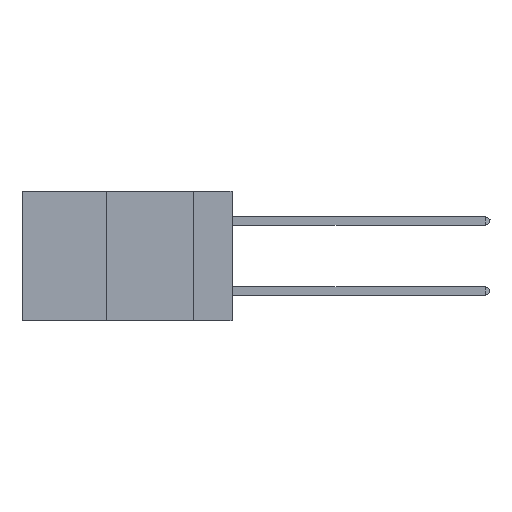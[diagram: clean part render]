
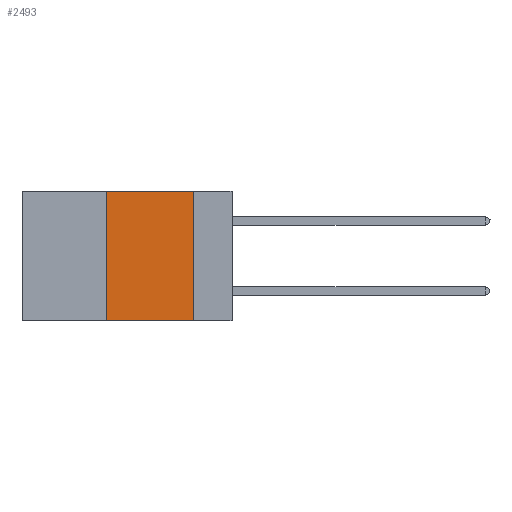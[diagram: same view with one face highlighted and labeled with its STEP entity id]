
A CAD part, left-side view. The second image highlights one B-rep face of the part: STEP entity #2493.
In plain terms, the highlighted planar face has unit normal (-1, 0, 0).
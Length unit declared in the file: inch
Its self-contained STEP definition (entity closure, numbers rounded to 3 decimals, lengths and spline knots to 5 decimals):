
#1536 = ORIENTED_EDGE ( 'NONE', *, *, #2487, .F. ) ;
#2487 = EDGE_CURVE ( 'NONE', #13891, #9952, #9234, .T. ) ;
#2493 = ADVANCED_FACE ( 'NONE', ( #12727 ), #17589, .F. ) ;
#2822 = VERTEX_POINT ( 'NONE', #12254 ) ;
#3793 = CARTESIAN_POINT ( 'NONE',  ( 0., 0.36, 0. ) ) ;
#4897 = CARTESIAN_POINT ( 'NONE',  ( 0., 0.11, 0. ) ) ;
#5422 = EDGE_LOOP ( 'NONE', ( #16014, #1536, #13501, #18790 ) ) ;
#5785 = LINE ( 'NONE', #20304, #19647 ) ;
#6470 = DIRECTION ( 'NONE',  ( 0., 0., -1. ) ) ;
#7550 = VERTEX_POINT ( 'NONE', #8979 ) ;
#8979 = CARTESIAN_POINT ( 'NONE',  ( 0., 0.36, -0.37 ) ) ;
#9234 = LINE ( 'NONE', #11033, #11515 ) ;
#9952 = VERTEX_POINT ( 'NONE', #15545 ) ;
#11033 = CARTESIAN_POINT ( 'NONE',  ( 0., 0.6, 0. ) ) ;
#11346 = VECTOR ( 'NONE', #17321, 39.37008 ) ;
#11515 = VECTOR ( 'NONE', #19391, 39.37008 ) ;
#12180 = EDGE_CURVE ( 'NONE', #9952, #2822, #17613, .T. ) ;
#12254 = CARTESIAN_POINT ( 'NONE',  ( 0., 0.11, -0.37 ) ) ;
#12256 = DIRECTION ( 'NONE',  ( 0., -1., 0. ) ) ;
#12620 = EDGE_CURVE ( 'NONE', #7550, #13891, #20291, .T. ) ;
#12727 = FACE_OUTER_BOUND ( 'NONE', #5422, .T. ) ;
#13022 = VECTOR ( 'NONE', #15925, 39.37008 ) ;
#13501 = ORIENTED_EDGE ( 'NONE', *, *, #12620, .F. ) ;
#13891 = VERTEX_POINT ( 'NONE', #3793 ) ;
#14508 = DIRECTION ( 'NONE',  ( 1., 0., 0. ) ) ;
#14886 = AXIS2_PLACEMENT_3D ( 'NONE', #15790, #14508, #6470 ) ;
#15545 = CARTESIAN_POINT ( 'NONE',  ( 0., 0.11, 0. ) ) ;
#15790 = CARTESIAN_POINT ( 'NONE',  ( 0., 0.6, 0. ) ) ;
#15925 = DIRECTION ( 'NONE',  ( 0., 0., -1. ) ) ;
#16014 = ORIENTED_EDGE ( 'NONE', *, *, #12180, .F. ) ;
#17215 = CARTESIAN_POINT ( 'NONE',  ( 0., 0.36, 0. ) ) ;
#17321 = DIRECTION ( 'NONE',  ( 0., 0., 1. ) ) ;
#17589 = PLANE ( 'NONE',  #14886 ) ;
#17613 = LINE ( 'NONE', #4897, #13022 ) ;
#18790 = ORIENTED_EDGE ( 'NONE', *, *, #20814, .T. ) ;
#19391 = DIRECTION ( 'NONE',  ( 0., -1., 0. ) ) ;
#19647 = VECTOR ( 'NONE', #12256, 39.37008 ) ;
#20291 = LINE ( 'NONE', #17215, #11346 ) ;
#20304 = CARTESIAN_POINT ( 'NONE',  ( 0., 0.6, -0.37 ) ) ;
#20814 = EDGE_CURVE ( 'NONE', #7550, #2822, #5785, .T. ) ;
